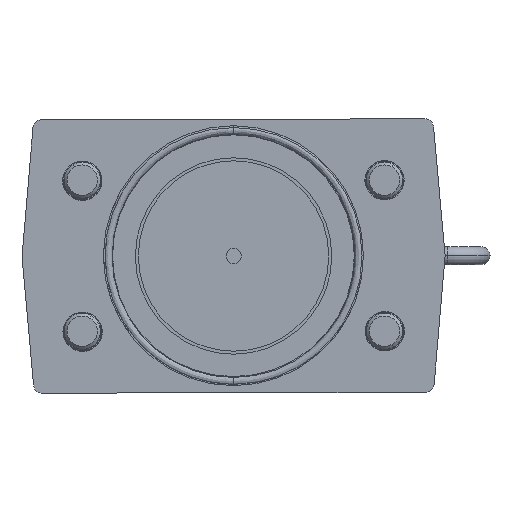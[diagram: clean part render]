
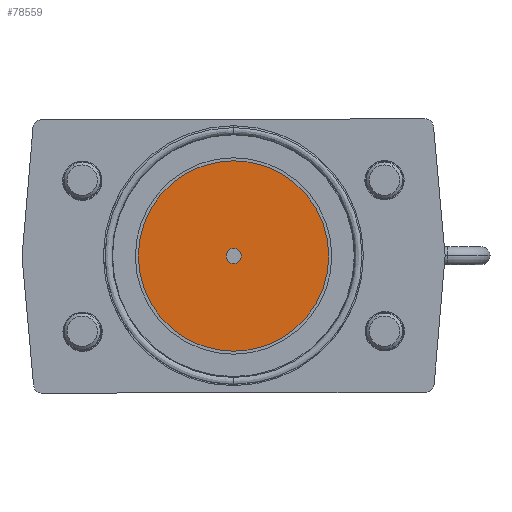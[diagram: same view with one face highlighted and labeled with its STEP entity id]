
A CAD part, front view. The second image highlights one B-rep face of the part: STEP entity #78559.
In plain terms, the highlighted planar face has unit normal (0, -1, 0).
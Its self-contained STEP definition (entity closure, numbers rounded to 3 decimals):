
#7988 = CARTESIAN_POINT ( 'NONE',  ( 0.052, -7., 31.397 ) ) ;
#9222 = EDGE_CURVE ( 'NONE', #26277, #73948, #100469, .T. ) ;
#9893 = ORIENTED_EDGE ( 'NONE', *, *, #9222, .F. ) ;
#11461 = AXIS2_PLACEMENT_3D ( 'NONE', #35705, #91188, #43764 ) ;
#12849 = DIRECTION ( 'NONE',  ( 0., 1., 0. ) ) ;
#13966 = ORIENTED_EDGE ( 'NONE', *, *, #40213, .F. ) ;
#18783 = EDGE_CURVE ( 'NONE', #27415, #76705, #22310, .T. ) ;
#21711 = CIRCLE ( 'NONE', #53073, 31.5 ) ;
#22310 = CIRCLE ( 'NONE', #30583, 2.5 ) ;
#25871 = AXIS2_PLACEMENT_3D ( 'NONE', #101896, #102046, #99955 ) ;
#26277 = VERTEX_POINT ( 'NONE', #7988 ) ;
#27415 = VERTEX_POINT ( 'NONE', #68404 ) ;
#28739 = DIRECTION ( 'NONE',  ( 0., 1., 0. ) ) ;
#30583 = AXIS2_PLACEMENT_3D ( 'NONE', #76280, #28739, #84187 ) ;
#31990 = FACE_OUTER_BOUND ( 'NONE', #70289, .T. ) ;
#34466 = FACE_BOUND ( 'NONE', #53977, .T. ) ;
#35705 = CARTESIAN_POINT ( 'NONE',  ( 0.052, -7., -0.103 ) ) ;
#36693 = CIRCLE ( 'NONE', #11461, 2.5 ) ;
#38283 = CARTESIAN_POINT ( 'NONE',  ( 0.052, -7., -31.603 ) ) ;
#40213 = EDGE_CURVE ( 'NONE', #73948, #26277, #21711, .T. ) ;
#41274 = CARTESIAN_POINT ( 'NONE',  ( 0.052, -7., -2.603 ) ) ;
#42434 = DIRECTION ( 'NONE',  ( 0., 1., 0. ) ) ;
#43764 = DIRECTION ( 'NONE',  ( 0., 0., 1. ) ) ;
#44540 = CARTESIAN_POINT ( 'NONE',  ( 0.052, -7., -0.103 ) ) ;
#53073 = AXIS2_PLACEMENT_3D ( 'NONE', #89871, #42434, #97890 ) ;
#53977 = EDGE_LOOP ( 'NONE', ( #74902, #78267 ) ) ;
#60590 = PLANE ( 'NONE',  #99704 ) ;
#68404 = CARTESIAN_POINT ( 'NONE',  ( 0.052, -7., 2.397 ) ) ;
#68586 = DIRECTION ( 'NONE',  ( 0., 0., 1. ) ) ;
#70289 = EDGE_LOOP ( 'NONE', ( #13966, #9893 ) ) ;
#73948 = VERTEX_POINT ( 'NONE', #38283 ) ;
#74902 = ORIENTED_EDGE ( 'NONE', *, *, #91062, .T. ) ;
#76280 = CARTESIAN_POINT ( 'NONE',  ( 0.052, -7., -0.103 ) ) ;
#76705 = VERTEX_POINT ( 'NONE', #41274 ) ;
#78267 = ORIENTED_EDGE ( 'NONE', *, *, #18783, .T. ) ;
#78559 = ADVANCED_FACE ( 'NONE', ( #31990, #34466 ), #60590, .F. ) ;
#84187 = DIRECTION ( 'NONE',  ( 0., 0., 1. ) ) ;
#89871 = CARTESIAN_POINT ( 'NONE',  ( 0.052, -7., -0.103 ) ) ;
#91062 = EDGE_CURVE ( 'NONE', #76705, #27415, #36693, .T. ) ;
#91188 = DIRECTION ( 'NONE',  ( 0., 1., 0. ) ) ;
#97890 = DIRECTION ( 'NONE',  ( 0., 0., 1. ) ) ;
#99704 = AXIS2_PLACEMENT_3D ( 'NONE', #44540, #12849, #68586 ) ;
#99955 = DIRECTION ( 'NONE',  ( 0., 0., 1. ) ) ;
#100469 = CIRCLE ( 'NONE', #25871, 31.5 ) ;
#101896 = CARTESIAN_POINT ( 'NONE',  ( 0.052, -7., -0.103 ) ) ;
#102046 = DIRECTION ( 'NONE',  ( 0., 1., 0. ) ) ;
